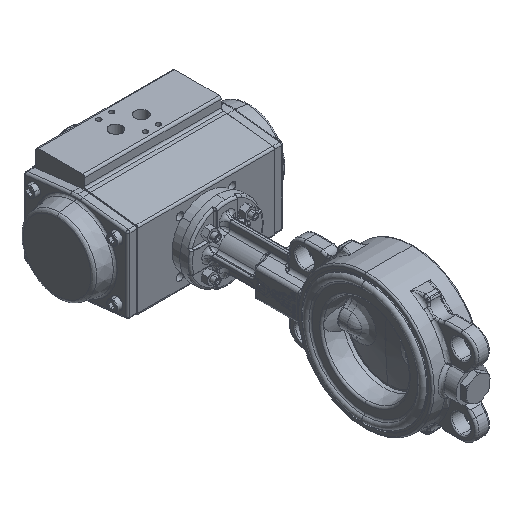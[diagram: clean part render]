
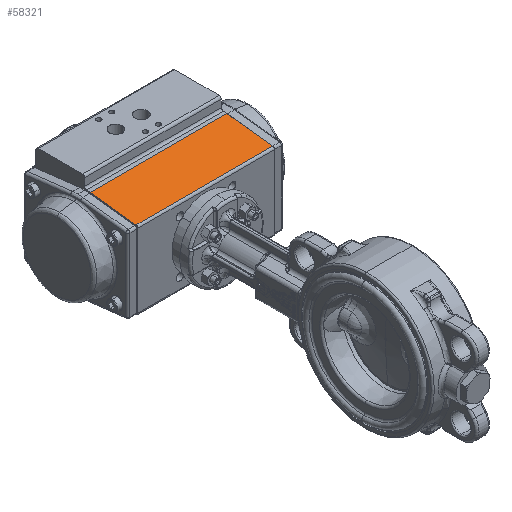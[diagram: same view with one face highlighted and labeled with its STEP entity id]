
A CAD part, isometric view. The second image highlights one B-rep face of the part: STEP entity #58321.
In plain terms, the highlighted planar face has unit normal (0, 0.116, -0.993).
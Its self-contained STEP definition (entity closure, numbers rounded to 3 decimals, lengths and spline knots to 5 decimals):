
#2784 = DIRECTION ( 'NONE',  ( -1., 0., 0. ) ) ;
#5071 = CARTESIAN_POINT ( 'NONE',  ( 0.01849, 0.10069, 0.31387 ) ) ;
#6655 = CARTESIAN_POINT ( 'NONE',  ( 0.01849, 0.14382, 0.31888 ) ) ;
#7848 = LINE ( 'NONE', #51242, #79049 ) ;
#8751 = ORIENTED_EDGE ( 'NONE', *, *, #36309, .T. ) ;
#8892 = CARTESIAN_POINT ( 'NONE',  ( -0.11051, 0.10069, 0.31387 ) ) ;
#15809 = EDGE_CURVE ( 'NONE', #58197, #40506, #44782, .T. ) ;
#18008 = EDGE_CURVE ( 'NONE', #68054, #70194, #19421, .T. ) ;
#18745 = CARTESIAN_POINT ( 'NONE',  ( -0.11051, 0.10069, 0.31387 ) ) ;
#19421 = LINE ( 'NONE', #77059, #86522 ) ;
#21639 = ORIENTED_EDGE ( 'NONE', *, *, #58884, .T. ) ;
#25692 = EDGE_LOOP ( 'NONE', ( #21639, #33252, #8751, #67587 ) ) ;
#26304 = PLANE ( 'NONE',  #42588 ) ;
#32058 = LINE ( 'NONE', #89274, #85481 ) ;
#33252 = ORIENTED_EDGE ( 'NONE', *, *, #18008, .T. ) ;
#36309 = EDGE_CURVE ( 'NONE', #70194, #58197, #32058, .T. ) ;
#40506 = VERTEX_POINT ( 'NONE', #56889 ) ;
#41627 = DIRECTION ( 'NONE',  ( 0., -0.993, -0.115 ) ) ;
#42588 = AXIS2_PLACEMENT_3D ( 'NONE', #18745, #48040, #84448 ) ;
#44782 = LINE ( 'NONE', #8892, #74271 ) ;
#48040 = DIRECTION ( 'NONE',  ( 0., 0.115, -0.993 ) ) ;
#49985 = DIRECTION ( 'NONE',  ( 0., 0.993, 0.115 ) ) ;
#51242 = CARTESIAN_POINT ( 'NONE',  ( -0.11051, 0.14382, 0.31888 ) ) ;
#56889 = CARTESIAN_POINT ( 'NONE',  ( -0.11051, 0.14382, 0.31888 ) ) ;
#58197 = VERTEX_POINT ( 'NONE', #86889 ) ;
#58321 = ADVANCED_FACE ( 'NONE', ( #92043 ), #26304, .T. ) ;
#58884 = EDGE_CURVE ( 'NONE', #40506, #68054, #7848, .T. ) ;
#65903 = DIRECTION ( 'NONE',  ( 1., 0., 0. ) ) ;
#67587 = ORIENTED_EDGE ( 'NONE', *, *, #15809, .T. ) ;
#68054 = VERTEX_POINT ( 'NONE', #6655 ) ;
#70194 = VERTEX_POINT ( 'NONE', #5071 ) ;
#74271 = VECTOR ( 'NONE', #49985, 1. ) ;
#77059 = CARTESIAN_POINT ( 'NONE',  ( 0.01849, 0.10069, 0.31387 ) ) ;
#79049 = VECTOR ( 'NONE', #65903, 1. ) ;
#84448 = DIRECTION ( 'NONE',  ( 0., 0.993, 0.115 ) ) ;
#85481 = VECTOR ( 'NONE', #2784, 1. ) ;
#86522 = VECTOR ( 'NONE', #41627, 1. ) ;
#86889 = CARTESIAN_POINT ( 'NONE',  ( -0.11051, 0.10069, 0.31387 ) ) ;
#89274 = CARTESIAN_POINT ( 'NONE',  ( -0.11051, 0.10069, 0.31387 ) ) ;
#92043 = FACE_OUTER_BOUND ( 'NONE', #25692, .T. ) ;
